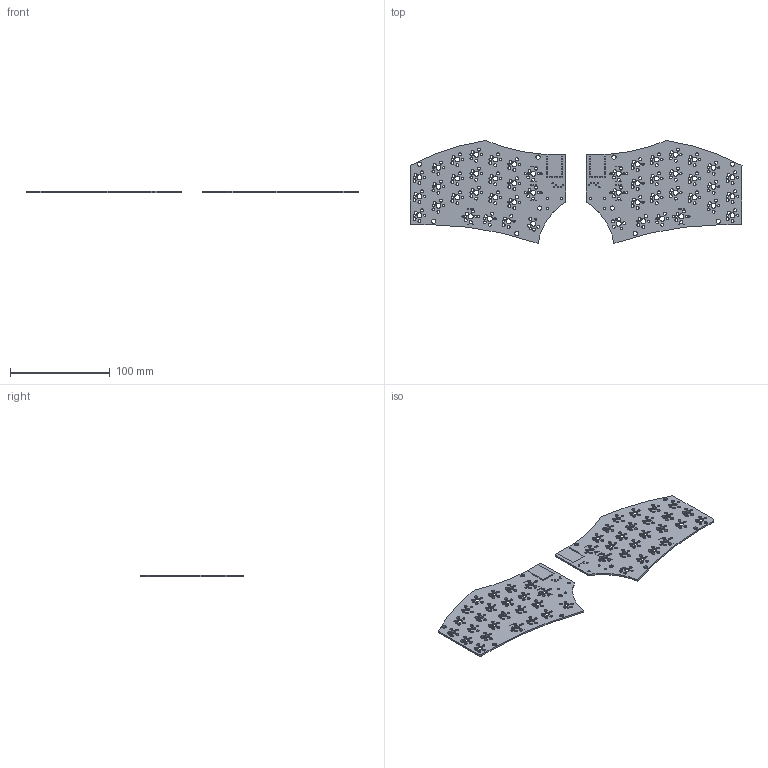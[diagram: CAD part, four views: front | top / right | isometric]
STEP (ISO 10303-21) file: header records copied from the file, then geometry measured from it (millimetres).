
FILE_DESCRIPTION(('KiCad electronic assembly'),'2;1');
FILE_NAME('Serpentine.step','2024-12-09T20:54:04',('Pcbnew'),('Kicad'), 'Open CASCADE STEP processor 7.8','KiCad to STEP converter','Unknown' );
FILE_SCHEMA(('AUTOMOTIVE_DESIGN { 1 0 10303 214 1 1 1 1 }'));
Length unit declared in the file: millimetre
Products named in the file (3): Serpentine 1; Serpentine_PCB_1; Serpentine_PCB_2
Assembly tree (2 placements, depth 2):
  Serpentine 1
    Serpentine_PCB_1
    Serpentine_PCB_2
Bounding box: 333.38 x 103.36 x 1.6 mm (x, y, z)
Volume: 34098.6 mm3; surface area: 50011.4 mm2
Topology: 2 solids, 2 shells, 917 faces, 2739 edges, 1826 vertices
Faces by surface type: cylinder 798, plane 119
Full cylindrical faces by diameter (mm): 0.85 x46, 1.2 x4, 2.2 x6, 3 x192, 4.3 x10, 5 x48
Entity records: 33638 total; most frequent: DIRECTION 6175, CARTESIAN_POINT 5485, ORIENTED_EDGE 5478, EDGE_CURVE 2739, AXIS2_PLACEMENT_3D 2516, VERTEX_POINT 1826, FACE_BOUND 1821, EDGE_LOOP 1821
